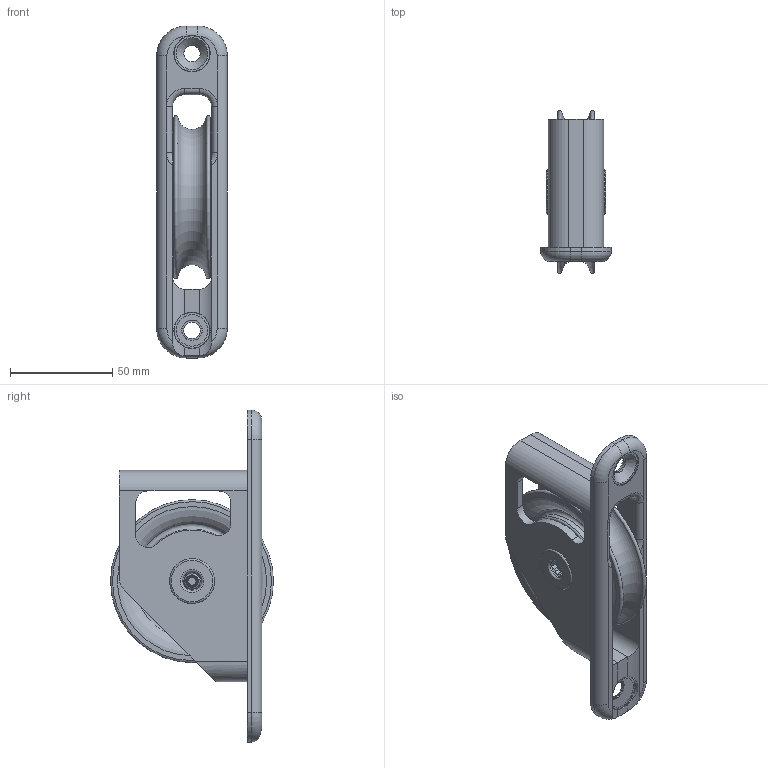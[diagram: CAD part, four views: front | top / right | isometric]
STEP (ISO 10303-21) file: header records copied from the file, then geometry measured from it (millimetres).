
FILE_DESCRIPTION(/* description */ (''),/* implementation_level */ '2;1');
FILE_NAME(/* name */ '00818.stp',/* time_stamp */ '2021-01-08T12:45:02+01:00',/* author */ ('lucade'),/* organization */ (''),/* preprocessor_version */ 'ST-DEVELOPER v18.1',/* originating_system */ 'Autodesk Inventor 2021',/* authorisation */ '');
FILE_SCHEMA (('AUTOMOTIVE_DESIGN { 1 0 10303 214 3 1 1 }'));
Length unit declared in the file: millimetre
Products named in the file (1): Parte4
Bounding box: 34.5 x 79.49 x 162 mm (x, y, z)
Volume: 116585.9 mm3; surface area: 55900.8 mm2
Topology: 2 solids, 3 shells, 234 faces, 577 edges, 362 vertices
Faces by surface type: plane 88, cylinder 76, torus 43, cone 27
Full cylindrical faces by diameter (mm): 4.8 x3, 4.9 x1, 5.2 x2, 5.5 x1, 7.5 x1, 8 x2, 8.1 x1, 8.5 x1, 9 x1, 9.3 x1, 9.8 x2, 10 x2, 15.8 x2, 16 x3, 17.7 x2, 19.9 x1, 20 x1, 21.8 x2, 22 x1, 29.9 x2, 36.4 x2, 46.4 x2, 50.8 x2
Entity records: 7110 total; most frequent: CARTESIAN_POINT 1390, DIRECTION 1286, ORIENTED_EDGE 1152, EDGE_CURVE 576, AXIS2_PLACEMENT_3D 529, VERTEX_POINT 362, CIRCLE 290, EDGE_LOOP 268
